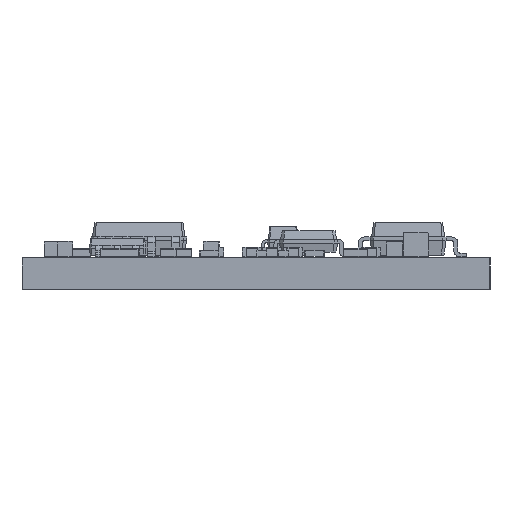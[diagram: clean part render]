
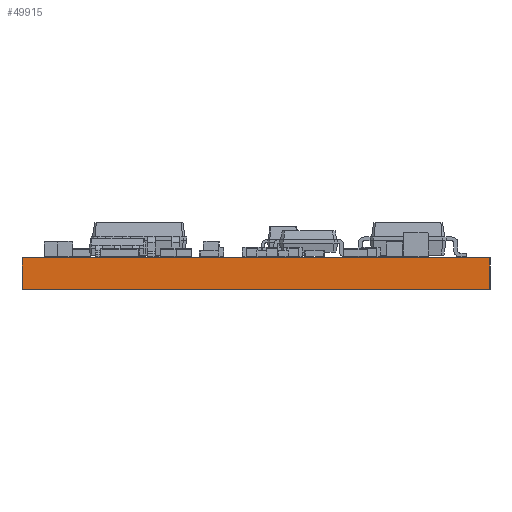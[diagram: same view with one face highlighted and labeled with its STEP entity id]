
A CAD part, left-side view. The second image highlights one B-rep face of the part: STEP entity #49915.
In plain terms, the highlighted planar face has unit normal (-1, 0, 0).
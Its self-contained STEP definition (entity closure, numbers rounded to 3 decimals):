
#49734 = PLANE('',#49735);
#49735 = AXIS2_PLACEMENT_3D('',#49736,#49737,#49738);
#49736 = CARTESIAN_POINT('',(139.,-102.25,0.));
#49737 = DIRECTION('',(0.,-1.,0.));
#49738 = DIRECTION('',(-1.,0.,0.));
#49759 = VERTEX_POINT('',#49760);
#49760 = CARTESIAN_POINT('',(100.,-102.25,1.6));
#49774 = PLANE('',#49775);
#49775 = AXIS2_PLACEMENT_3D('',#49776,#49777,#49778);
#49776 = CARTESIAN_POINT('',(119.5,-90.25,1.6));
#49777 = DIRECTION('',(-0.,-0.,-1.));
#49778 = DIRECTION('',(-1.,0.,0.));
#49786 = EDGE_CURVE('',#49787,#49759,#49789,.T.);
#49787 = VERTEX_POINT('',#49788);
#49788 = CARTESIAN_POINT('',(100.,-102.25,0.));
#49789 = SURFACE_CURVE('',#49790,(#49794,#49801),.PCURVE_S1.);
#49790 = LINE('',#49791,#49792);
#49791 = CARTESIAN_POINT('',(100.,-102.25,0.));
#49792 = VECTOR('',#49793,1.);
#49793 = DIRECTION('',(0.,0.,1.));
#49794 = PCURVE('',#49734,#49795);
#49795 = DEFINITIONAL_REPRESENTATION('',(#49796),#49800);
#49796 = LINE('',#49797,#49798);
#49797 = CARTESIAN_POINT('',(39.,0.));
#49798 = VECTOR('',#49799,1.);
#49799 = DIRECTION('',(0.,-1.));
#49800 = ( GEOMETRIC_REPRESENTATION_CONTEXT(2) 
PARAMETRIC_REPRESENTATION_CONTEXT() REPRESENTATION_CONTEXT('2D SPACE',''
  ) );
#49801 = PCURVE('',#49802,#49807);
#49802 = PLANE('',#49803);
#49803 = AXIS2_PLACEMENT_3D('',#49804,#49805,#49806);
#49804 = CARTESIAN_POINT('',(100.,-102.25,0.));
#49805 = DIRECTION('',(-1.,0.,0.));
#49806 = DIRECTION('',(0.,1.,0.));
#49807 = DEFINITIONAL_REPRESENTATION('',(#49808),#49812);
#49808 = LINE('',#49809,#49810);
#49809 = CARTESIAN_POINT('',(0.,0.));
#49810 = VECTOR('',#49811,1.);
#49811 = DIRECTION('',(0.,-1.));
#49812 = ( GEOMETRIC_REPRESENTATION_CONTEXT(2) 
PARAMETRIC_REPRESENTATION_CONTEXT() REPRESENTATION_CONTEXT('2D SPACE',''
  ) );
#49828 = PLANE('',#49829);
#49829 = AXIS2_PLACEMENT_3D('',#49830,#49831,#49832);
#49830 = CARTESIAN_POINT('',(119.5,-90.25,0.));
#49831 = DIRECTION('',(-0.,-0.,-1.));
#49832 = DIRECTION('',(-1.,0.,0.));
#49861 = PLANE('',#49862);
#49862 = AXIS2_PLACEMENT_3D('',#49863,#49864,#49865);
#49863 = CARTESIAN_POINT('',(100.,-78.25,0.));
#49864 = DIRECTION('',(0.,1.,0.));
#49865 = DIRECTION('',(1.,0.,0.));
#49915 = ADVANCED_FACE('',(#49916),#49802,.T.);
#49916 = FACE_BOUND('',#49917,.T.);
#49917 = EDGE_LOOP('',(#49918,#49919,#49942,#49965));
#49918 = ORIENTED_EDGE('',*,*,#49786,.T.);
#49919 = ORIENTED_EDGE('',*,*,#49920,.T.);
#49920 = EDGE_CURVE('',#49759,#49921,#49923,.T.);
#49921 = VERTEX_POINT('',#49922);
#49922 = CARTESIAN_POINT('',(100.,-78.25,1.6));
#49923 = SURFACE_CURVE('',#49924,(#49928,#49935),.PCURVE_S1.);
#49924 = LINE('',#49925,#49926);
#49925 = CARTESIAN_POINT('',(100.,-102.25,1.6));
#49926 = VECTOR('',#49927,1.);
#49927 = DIRECTION('',(0.,1.,0.));
#49928 = PCURVE('',#49802,#49929);
#49929 = DEFINITIONAL_REPRESENTATION('',(#49930),#49934);
#49930 = LINE('',#49931,#49932);
#49931 = CARTESIAN_POINT('',(0.,-1.6));
#49932 = VECTOR('',#49933,1.);
#49933 = DIRECTION('',(1.,0.));
#49934 = ( GEOMETRIC_REPRESENTATION_CONTEXT(2) 
PARAMETRIC_REPRESENTATION_CONTEXT() REPRESENTATION_CONTEXT('2D SPACE',''
  ) );
#49935 = PCURVE('',#49774,#49936);
#49936 = DEFINITIONAL_REPRESENTATION('',(#49937),#49941);
#49937 = LINE('',#49938,#49939);
#49938 = CARTESIAN_POINT('',(19.5,-12.));
#49939 = VECTOR('',#49940,1.);
#49940 = DIRECTION('',(0.,1.));
#49941 = ( GEOMETRIC_REPRESENTATION_CONTEXT(2) 
PARAMETRIC_REPRESENTATION_CONTEXT() REPRESENTATION_CONTEXT('2D SPACE',''
  ) );
#49942 = ORIENTED_EDGE('',*,*,#49943,.F.);
#49943 = EDGE_CURVE('',#49944,#49921,#49946,.T.);
#49944 = VERTEX_POINT('',#49945);
#49945 = CARTESIAN_POINT('',(100.,-78.25,0.));
#49946 = SURFACE_CURVE('',#49947,(#49951,#49958),.PCURVE_S1.);
#49947 = LINE('',#49948,#49949);
#49948 = CARTESIAN_POINT('',(100.,-78.25,0.));
#49949 = VECTOR('',#49950,1.);
#49950 = DIRECTION('',(0.,0.,1.));
#49951 = PCURVE('',#49802,#49952);
#49952 = DEFINITIONAL_REPRESENTATION('',(#49953),#49957);
#49953 = LINE('',#49954,#49955);
#49954 = CARTESIAN_POINT('',(24.,0.));
#49955 = VECTOR('',#49956,1.);
#49956 = DIRECTION('',(0.,-1.));
#49957 = ( GEOMETRIC_REPRESENTATION_CONTEXT(2) 
PARAMETRIC_REPRESENTATION_CONTEXT() REPRESENTATION_CONTEXT('2D SPACE',''
  ) );
#49958 = PCURVE('',#49861,#49959);
#49959 = DEFINITIONAL_REPRESENTATION('',(#49960),#49964);
#49960 = LINE('',#49961,#49962);
#49961 = CARTESIAN_POINT('',(0.,0.));
#49962 = VECTOR('',#49963,1.);
#49963 = DIRECTION('',(0.,-1.));
#49964 = ( GEOMETRIC_REPRESENTATION_CONTEXT(2) 
PARAMETRIC_REPRESENTATION_CONTEXT() REPRESENTATION_CONTEXT('2D SPACE',''
  ) );
#49965 = ORIENTED_EDGE('',*,*,#49966,.F.);
#49966 = EDGE_CURVE('',#49787,#49944,#49967,.T.);
#49967 = SURFACE_CURVE('',#49968,(#49972,#49979),.PCURVE_S1.);
#49968 = LINE('',#49969,#49970);
#49969 = CARTESIAN_POINT('',(100.,-102.25,0.));
#49970 = VECTOR('',#49971,1.);
#49971 = DIRECTION('',(0.,1.,0.));
#49972 = PCURVE('',#49802,#49973);
#49973 = DEFINITIONAL_REPRESENTATION('',(#49974),#49978);
#49974 = LINE('',#49975,#49976);
#49975 = CARTESIAN_POINT('',(0.,0.));
#49976 = VECTOR('',#49977,1.);
#49977 = DIRECTION('',(1.,0.));
#49978 = ( GEOMETRIC_REPRESENTATION_CONTEXT(2) 
PARAMETRIC_REPRESENTATION_CONTEXT() REPRESENTATION_CONTEXT('2D SPACE',''
  ) );
#49979 = PCURVE('',#49828,#49980);
#49980 = DEFINITIONAL_REPRESENTATION('',(#49981),#49985);
#49981 = LINE('',#49982,#49983);
#49982 = CARTESIAN_POINT('',(19.5,-12.));
#49983 = VECTOR('',#49984,1.);
#49984 = DIRECTION('',(0.,1.));
#49985 = ( GEOMETRIC_REPRESENTATION_CONTEXT(2) 
PARAMETRIC_REPRESENTATION_CONTEXT() REPRESENTATION_CONTEXT('2D SPACE',''
  ) );
